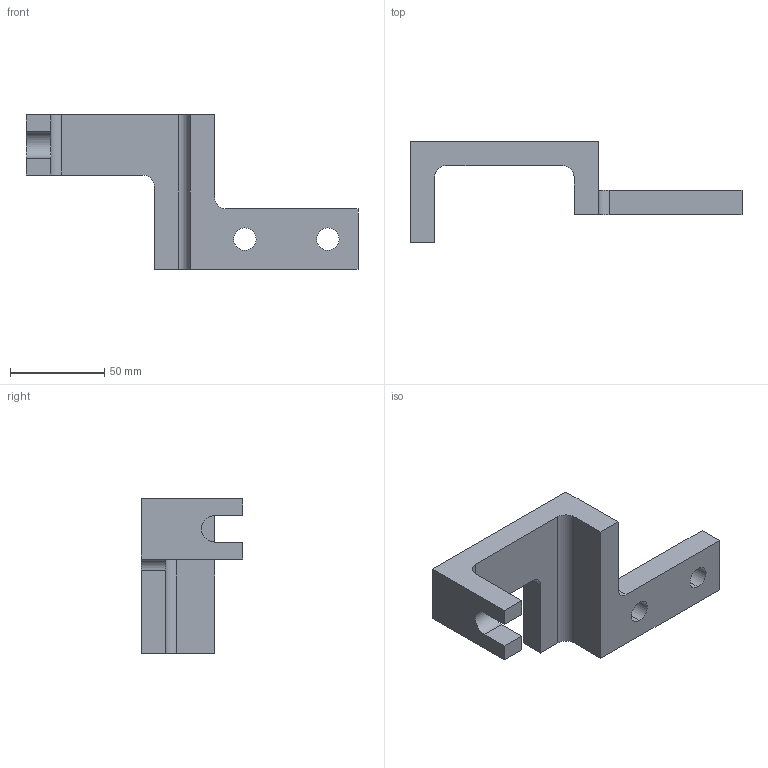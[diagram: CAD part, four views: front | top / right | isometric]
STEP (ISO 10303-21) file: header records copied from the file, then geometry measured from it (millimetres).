
FILE_DESCRIPTION (( 'STEP AP203' ), '1' );
FILE_NAME ('3D 翱蝗 15廓.STEP', '2018-09-11T14:32:09', ( '' ), ( '' ), 'SwSTEP 2.0', 'SolidWorks 2018', '' );
FILE_SCHEMA (( 'CONFIG_CONTROL_DESIGN' ));
Length unit declared in the file: millimetre
Products named in the file (1): 3D 翱蝗 15廓5易帚5使o使見
Bounding box: 176 x 54 x 82 mm (x, y, z)
Volume: 133198.5 mm3; surface area: 29951 mm2
Topology: 1 solids, 1 shells, 27 faces, 75 edges, 50 vertices
Faces by surface type: plane 18, cylinder 9
Entity records: 952 total; most frequent: CARTESIAN_POINT 153, ORIENTED_EDGE 150, DIRECTION 149, EDGE_CURVE 75, LINE 57, VECTOR 57, VERTEX_POINT 50, AXIS2_PLACEMENT_3D 46
